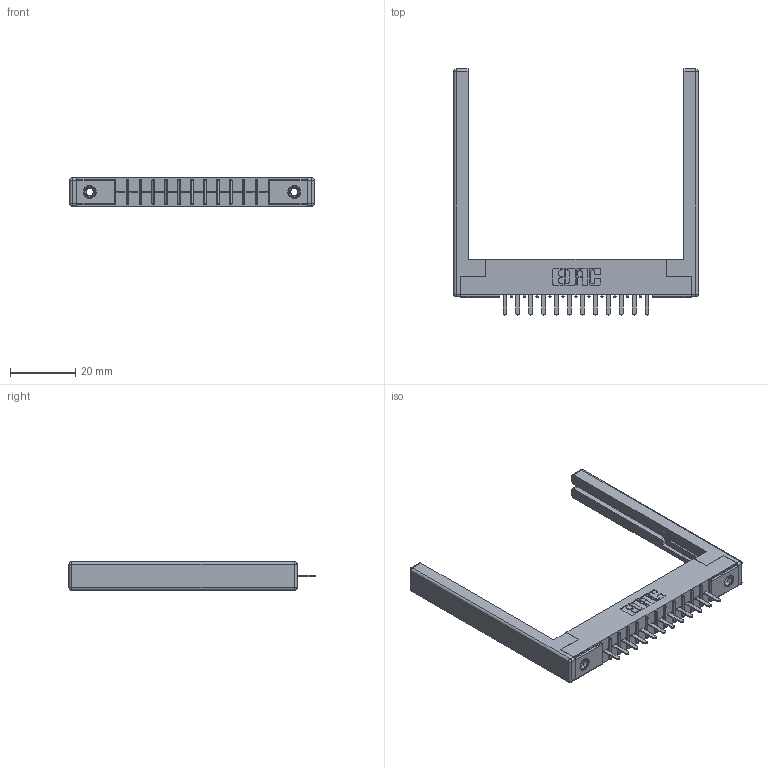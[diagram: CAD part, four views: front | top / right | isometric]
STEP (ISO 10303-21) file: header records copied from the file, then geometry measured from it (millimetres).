
FILE_DESCRIPTION (( 'STEP AP203' ), '1' );
FILE_NAME ('316-012-420-168.STEP', '2020-09-22T16:10:11', ( '' ), ( '' ), 'SwSTEP 2.0', 'SolidWorks 2020', '' );
FILE_SCHEMA (( 'CONFIG_CONTROL_DESIGN' ));
Length unit declared in the file: inch
Products named in the file (5): 307-220-068; 306 Part_.156 Dia; 316-012-420-168; 345-250-001_345-250-001-102; 306-290-001_120
Assembly tree (17 placements, depth 2):
  316-012-420-168
    306 Part_.156 Dia
    306-290-001_120  x12
    345-250-001_345-250-001-102  x2
    307-220-068  x2
Bounding box: 74.98 x 75.41 x 8.71 mm (x, y, z)
Volume: 9638 mm3; surface area: 11314.7 mm2
Topology: 17 solids, 17 shells, 1110 faces, 3070 edges, 1960 vertices
Faces by surface type: plane 720, cylinder 318, sphere 56, cone 12, torus 4
Entity records: 17792 total; most frequent: CARTESIAN_POINT 2948, DIRECTION 2923, ORIENTED_EDGE 2910, EDGE_CURVE 1455, VECTOR 1117, LINE 1117, VERTEX_POINT 928, AXIS2_PLACEMENT_3D 903
